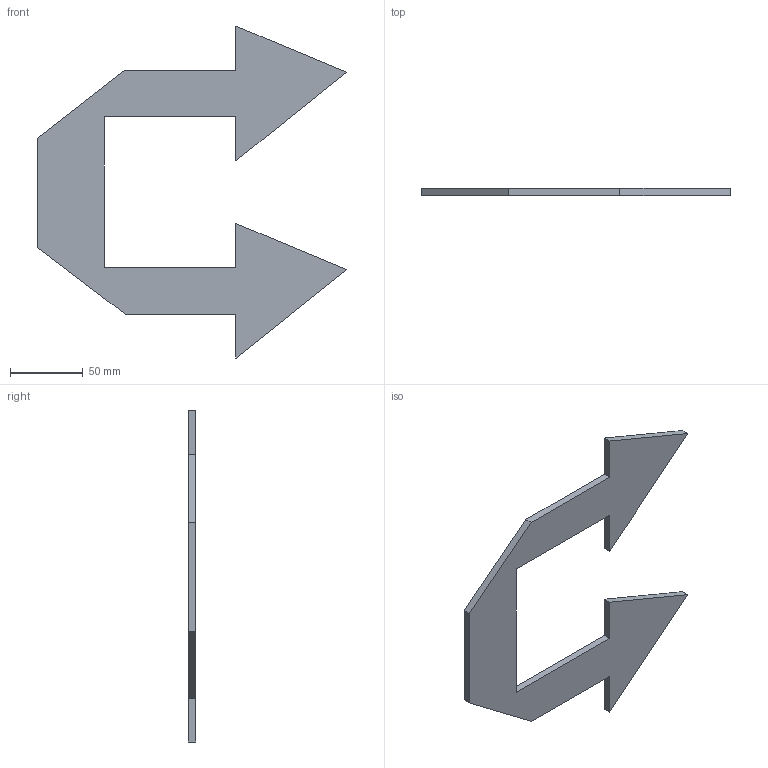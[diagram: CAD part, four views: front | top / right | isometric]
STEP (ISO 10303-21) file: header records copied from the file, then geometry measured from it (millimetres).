
FILE_DESCRIPTION(('produced by SPATIAL CORP'),'2;1');
FILE_NAME( 'part_grain_22.prt.hh.sat.stp','2002-04-19T13:17:54+00:00',( 'SPATIAL CORP'),('SPATIAL CORP'),'ACIS STEP Husk', 'http://www.spatial.com','SPATIAL CORP');
FILE_SCHEMA(('CONFIG_CONTROL_DESIGN'));
Length unit declared in the file: millimetre
Products named in the file (1): PRODUCT_ID_1
Bounding box: 212.99 x 5.08 x 228.6 mm (x, y, z)
Volume: 90474.1 mm3; surface area: 41451.3 mm2
Topology: 1 solids, 1 shells, 19 faces, 51 edges, 34 vertices
Faces by surface type: plane 19
Entity records: 670 total; most frequent: CARTESIAN_POINT 104, ORIENTED_EDGE 102, DIRECTION 89, VECTOR 51, LINE 51, EDGE_CURVE 51, VERTEX_POINT 34, EDGE_LOOP 19
